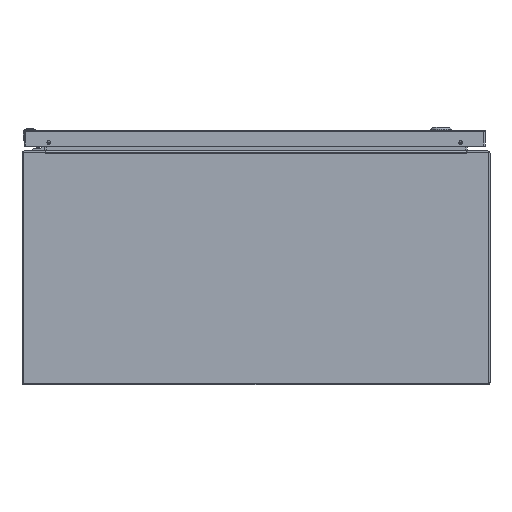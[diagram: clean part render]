
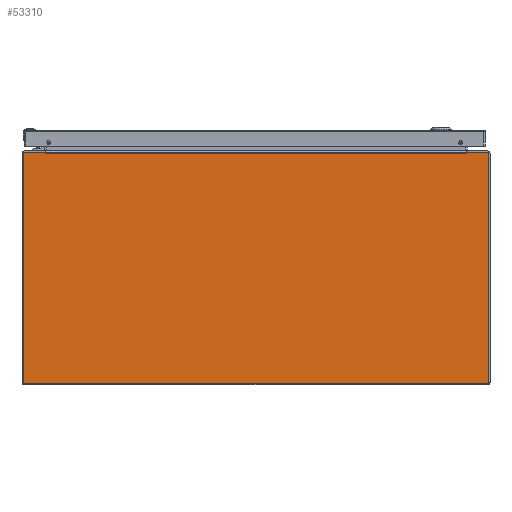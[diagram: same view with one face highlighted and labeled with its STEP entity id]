
A CAD part, front view. The second image highlights one B-rep face of the part: STEP entity #53310.
In plain terms, the highlighted planar face has unit normal (0, -1, 0).
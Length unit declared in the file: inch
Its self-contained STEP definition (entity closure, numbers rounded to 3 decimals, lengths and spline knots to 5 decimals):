
#1091 = VERTEX_POINT ( 'NONE', #31992 ) ;
#1604 = ORIENTED_EDGE ( 'NONE', *, *, #65500, .F. ) ;
#4473 = EDGE_CURVE ( 'NONE', #179025, #164956, #6468, .T. ) ;
#5944 = CARTESIAN_POINT ( 'NONE',  ( 0., -18., -5.937 ) ) ;
#6468 = LINE ( 'NONE', #64598, #65076 ) ;
#7757 = CARTESIAN_POINT ( 'NONE',  ( -10.82312, -18., 5.937 ) ) ;
#8069 = LINE ( 'NONE', #94819, #12260 ) ;
#8687 = DIRECTION ( 'NONE',  ( 0., 0., 1. ) ) ;
#10691 = DIRECTION ( 'NONE',  ( 0., 0., -1. ) ) ;
#10974 = CARTESIAN_POINT ( 'NONE',  ( -11.857, -18., -5.937 ) ) ;
#12260 = VECTOR ( 'NONE', #36528, 39.37008 ) ;
#12466 = CARTESIAN_POINT ( 'NONE',  ( -11.937, -18., -5.857 ) ) ;
#13381 = ORIENTED_EDGE ( 'NONE', *, *, #20582, .F. ) ;
#17184 = DIRECTION ( 'NONE',  ( 1., 0., 0. ) ) ;
#17226 = CARTESIAN_POINT ( 'NONE',  ( 0., -18., 0. ) ) ;
#17330 = VECTOR ( 'NONE', #8687, 39.37008 ) ;
#18771 = DIRECTION ( 'NONE',  ( -1., 0., 0. ) ) ;
#20582 = EDGE_CURVE ( 'NONE', #156131, #171630, #84727, .T. ) ;
#23556 = CARTESIAN_POINT ( 'NONE',  ( -11.857, -18., 5.937 ) ) ;
#23696 = AXIS2_PLACEMENT_3D ( 'NONE', #93246, #125512, #155243 ) ;
#23784 = ORIENTED_EDGE ( 'NONE', *, *, #82811, .F. ) ;
#25344 = DIRECTION ( 'NONE',  ( -0.174, 0., -0.985 ) ) ;
#27981 = VERTEX_POINT ( 'NONE', #23556 ) ;
#28594 = CARTESIAN_POINT ( 'NONE',  ( -11.937, -18., 5.857 ) ) ;
#31433 = DIRECTION ( 'NONE',  ( 0., 0., -1. ) ) ;
#31559 = AXIS2_PLACEMENT_3D ( 'NONE', #86980, #158270, #31433 ) ;
#31928 = LINE ( 'NONE', #104041, #82184 ) ;
#31992 = CARTESIAN_POINT ( 'NONE',  ( -10.8136, -18., 5.883 ) ) ;
#32607 = ORIENTED_EDGE ( 'NONE', *, *, #160474, .T. ) ;
#33610 = CARTESIAN_POINT ( 'NONE',  ( 11.937, -18., 5.857 ) ) ;
#36528 = DIRECTION ( 'NONE',  ( 1., 0., 0. ) ) ;
#36895 = LINE ( 'NONE', #179443, #40300 ) ;
#37462 = CARTESIAN_POINT ( 'NONE',  ( -10.81836, -18., 5.91 ) ) ;
#40300 = VECTOR ( 'NONE', #78605, 39.37008 ) ;
#43508 = EDGE_CURVE ( 'NONE', #46218, #126729, #8069, .T. ) ;
#44477 = DIRECTION ( 'NONE',  ( 0., 0., -1. ) ) ;
#44920 = DIRECTION ( 'NONE',  ( 0., 0., -1. ) ) ;
#45727 = ORIENTED_EDGE ( 'NONE', *, *, #112417, .F. ) ;
#46218 = VERTEX_POINT ( 'NONE', #128083 ) ;
#49296 = CARTESIAN_POINT ( 'NONE',  ( -11.937, -18., 0. ) ) ;
#49419 = CARTESIAN_POINT ( 'NONE',  ( 10.81836, -18., 5.91 ) ) ;
#49909 = VERTEX_POINT ( 'NONE', #97535 ) ;
#50045 = ORIENTED_EDGE ( 'NONE', *, *, #122098, .F. ) ;
#53310 = ADVANCED_FACE ( 'NONE', ( #141320 ), #57934, .T. ) ;
#54179 = EDGE_CURVE ( 'NONE', #126729, #102750, #129007, .T. ) ;
#57934 = PLANE ( 'NONE',  #170066 ) ;
#58921 = CIRCLE ( 'NONE', #23696, 0.08 ) ;
#59221 = VERTEX_POINT ( 'NONE', #151024 ) ;
#59295 = CARTESIAN_POINT ( 'NONE',  ( -11.857, -18., -5.857 ) ) ;
#61057 = AXIS2_PLACEMENT_3D ( 'NONE', #59295, #113859, #44477 ) ;
#61283 = AXIS2_PLACEMENT_3D ( 'NONE', #107652, #148530, #171904 ) ;
#64598 = CARTESIAN_POINT ( 'NONE',  ( 10.80578, -18., 5.883 ) ) ;
#64719 = CARTESIAN_POINT ( 'NONE',  ( 10.798, -18., 5.883 ) ) ;
#65076 = VECTOR ( 'NONE', #77561, 39.37008 ) ;
#65500 = EDGE_CURVE ( 'NONE', #131133, #49909, #58921, .T. ) ;
#66091 = ORIENTED_EDGE ( 'NONE', *, *, #43508, .F. ) ;
#77561 = DIRECTION ( 'NONE',  ( -1., 0., 0. ) ) ;
#78241 = ORIENTED_EDGE ( 'NONE', *, *, #147942, .F. ) ;
#78605 = DIRECTION ( 'NONE',  ( 1., 0., 0. ) ) ;
#79974 = LINE ( 'NONE', #136435, #116196 ) ;
#80083 = DIRECTION ( 'NONE',  ( 0.174, 0., -0.985 ) ) ;
#82184 = VECTOR ( 'NONE', #17184, 39.37008 ) ;
#82811 = EDGE_CURVE ( 'NONE', #171630, #146524, #119562, .T. ) ;
#84727 = CIRCLE ( 'NONE', #61057, 0.08 ) ;
#86980 = CARTESIAN_POINT ( 'NONE',  ( 11.857, -18., 5.857 ) ) ;
#92855 = LINE ( 'NONE', #49419, #109370 ) ;
#93246 = CARTESIAN_POINT ( 'NONE',  ( 11.857, -18., -5.857 ) ) ;
#94819 = CARTESIAN_POINT ( 'NONE',  ( 0., -18., 5.937 ) ) ;
#95451 = CARTESIAN_POINT ( 'NONE',  ( 11.857, -18., 5.937 ) ) ;
#97535 = CARTESIAN_POINT ( 'NONE',  ( 11.857, -18., -5.937 ) ) ;
#102750 = VERTEX_POINT ( 'NONE', #33610 ) ;
#104041 = CARTESIAN_POINT ( 'NONE',  ( -10.80578, -18., 5.883 ) ) ;
#104419 = ORIENTED_EDGE ( 'NONE', *, *, #133544, .T. ) ;
#105791 = ORIENTED_EDGE ( 'NONE', *, *, #54179, .F. ) ;
#106269 = VECTOR ( 'NONE', #158601, 39.37008 ) ;
#107652 = CARTESIAN_POINT ( 'NONE',  ( -11.857, -18., 5.857 ) ) ;
#109370 = VECTOR ( 'NONE', #25344, 39.37008 ) ;
#110874 = EDGE_CURVE ( 'NONE', #146524, #27981, #123308, .T. ) ;
#112417 = EDGE_CURVE ( 'NONE', #49909, #156131, #131668, .T. ) ;
#113859 = DIRECTION ( 'NONE',  ( 0., 1., 0. ) ) ;
#116196 = VECTOR ( 'NONE', #10691, 39.37008 ) ;
#118698 = CARTESIAN_POINT ( 'NONE',  ( 10.8136, -18., 5.883 ) ) ;
#119562 = LINE ( 'NONE', #49296, #17330 ) ;
#122098 = EDGE_CURVE ( 'NONE', #102750, #131133, #79974, .T. ) ;
#123308 = CIRCLE ( 'NONE', #61283, 0.08 ) ;
#125280 = ORIENTED_EDGE ( 'NONE', *, *, #110874, .F. ) ;
#125512 = DIRECTION ( 'NONE',  ( 0., 1., 0. ) ) ;
#126729 = VERTEX_POINT ( 'NONE', #95451 ) ;
#127753 = VECTOR ( 'NONE', #18771, 39.37008 ) ;
#128083 = CARTESIAN_POINT ( 'NONE',  ( 10.82312, -18., 5.937 ) ) ;
#128859 = VECTOR ( 'NONE', #80083, 39.37008 ) ;
#129007 = CIRCLE ( 'NONE', #31559, 0.08 ) ;
#131133 = VERTEX_POINT ( 'NONE', #171539 ) ;
#131668 = LINE ( 'NONE', #5944, #106269 ) ;
#133544 = EDGE_CURVE ( 'NONE', #46218, #179025, #92855, .T. ) ;
#136435 = CARTESIAN_POINT ( 'NONE',  ( 11.937, -18., 0. ) ) ;
#141320 = FACE_OUTER_BOUND ( 'NONE', #142591, .T. ) ;
#141769 = ORIENTED_EDGE ( 'NONE', *, *, #4473, .T. ) ;
#142214 = DIRECTION ( 'NONE',  ( 0., -1., 0. ) ) ;
#142591 = EDGE_LOOP ( 'NONE', ( #178545, #125280, #23784, #13381, #45727, #1604, #50045, #105791, #66091, #104419, #141769, #32607, #144220, #78241 ) ) ;
#144220 = ORIENTED_EDGE ( 'NONE', *, *, #182250, .F. ) ;
#146524 = VERTEX_POINT ( 'NONE', #28594 ) ;
#147942 = EDGE_CURVE ( 'NONE', #182658, #1091, #149624, .T. ) ;
#148530 = DIRECTION ( 'NONE',  ( 0., 1., 0. ) ) ;
#149624 = LINE ( 'NONE', #37462, #128859 ) ;
#151024 = CARTESIAN_POINT ( 'NONE',  ( -10.798, -18., 5.883 ) ) ;
#155243 = DIRECTION ( 'NONE',  ( 0., 0., -1. ) ) ;
#156131 = VERTEX_POINT ( 'NONE', #10974 ) ;
#156751 = CARTESIAN_POINT ( 'NONE',  ( 0., -18., 5.883 ) ) ;
#158270 = DIRECTION ( 'NONE',  ( 0., 1., 0. ) ) ;
#158601 = DIRECTION ( 'NONE',  ( -1., 0., 0. ) ) ;
#159470 = LINE ( 'NONE', #156751, #127753 ) ;
#160474 = EDGE_CURVE ( 'NONE', #164956, #59221, #159470, .T. ) ;
#164336 = EDGE_CURVE ( 'NONE', #27981, #182658, #36895, .T. ) ;
#164956 = VERTEX_POINT ( 'NONE', #64719 ) ;
#170066 = AXIS2_PLACEMENT_3D ( 'NONE', #17226, #142214, #44920 ) ;
#171539 = CARTESIAN_POINT ( 'NONE',  ( 11.937, -18., -5.857 ) ) ;
#171630 = VERTEX_POINT ( 'NONE', #12466 ) ;
#171904 = DIRECTION ( 'NONE',  ( 0., 0., -1. ) ) ;
#178545 = ORIENTED_EDGE ( 'NONE', *, *, #164336, .F. ) ;
#179025 = VERTEX_POINT ( 'NONE', #118698 ) ;
#179443 = CARTESIAN_POINT ( 'NONE',  ( 0., -18., 5.937 ) ) ;
#182250 = EDGE_CURVE ( 'NONE', #1091, #59221, #31928, .T. ) ;
#182658 = VERTEX_POINT ( 'NONE', #7757 ) ;
